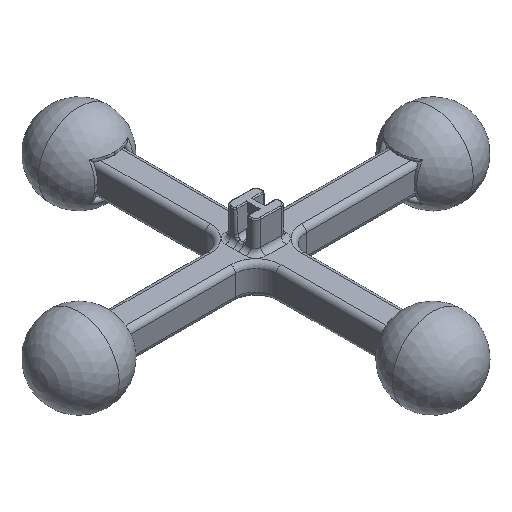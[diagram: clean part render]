
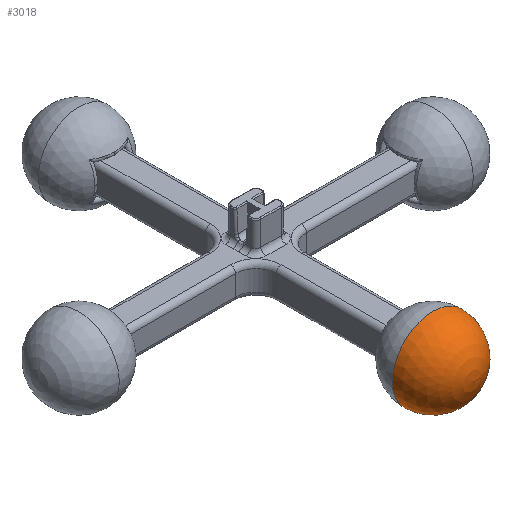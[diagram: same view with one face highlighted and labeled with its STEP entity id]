
A CAD part, isometric view. The second image highlights one B-rep face of the part: STEP entity #3018.
In plain terms, the highlighted spherical face has radius 8 mm.
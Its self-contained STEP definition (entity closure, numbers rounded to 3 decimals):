
#47 = CARTESIAN_POINT ( 'NONE',  ( 0., 8., 0. ) ) ;
#688 = CARTESIAN_POINT ( 'NONE',  ( 0., 0., 0. ) ) ;
#1047 = AXIS2_PLACEMENT_3D ( 'NONE', #5630, #5685, #6171 ) ;
#1164 = EDGE_LOOP ( 'NONE', ( #4746, #5706 ) ) ;
#1288 = AXIS2_PLACEMENT_3D ( 'NONE', #688, #4040, #2105 ) ;
#1735 = CARTESIAN_POINT ( 'NONE',  ( 0., -8., 0. ) ) ;
#1869 = VERTEX_POINT ( 'NONE', #47 ) ;
#2105 = DIRECTION ( 'NONE',  ( 1., 0., 0. ) ) ;
#2476 = EDGE_CURVE ( 'NONE', #4272, #1869, #4636, .T. ) ;
#2526 = FACE_OUTER_BOUND ( 'NONE', #1164, .T. ) ;
#2588 = DIRECTION ( 'NONE',  ( 0., 0., -1. ) ) ;
#3018 = ADVANCED_FACE ( 'NONE', ( #2526 ), #5709, .T. ) ;
#3602 = EDGE_CURVE ( 'NONE', #4272, #1869, #5158, .T. ) ;
#4040 = DIRECTION ( 'NONE',  ( 0., 0., 1. ) ) ;
#4043 = DIRECTION ( 'NONE',  ( -1., 0., 0. ) ) ;
#4272 = VERTEX_POINT ( 'NONE', #1735 ) ;
#4599 = AXIS2_PLACEMENT_3D ( 'NONE', #5498, #2588, #4043 ) ;
#4636 = CIRCLE ( 'NONE', #1288, 8. ) ;
#4746 = ORIENTED_EDGE ( 'NONE', *, *, #2476, .F. ) ;
#5158 = CIRCLE ( 'NONE', #4599, 8. ) ;
#5498 = CARTESIAN_POINT ( 'NONE',  ( 0., 0., 0. ) ) ;
#5630 = CARTESIAN_POINT ( 'NONE',  ( 0., 0., 0. ) ) ;
#5685 = DIRECTION ( 'NONE',  ( 0., 0., -1. ) ) ;
#5706 = ORIENTED_EDGE ( 'NONE', *, *, #3602, .T. ) ;
#5709 = SPHERICAL_SURFACE ( 'NONE', #1047, 8. ) ;
#6171 = DIRECTION ( 'NONE',  ( 1., 0., 0. ) ) ;
